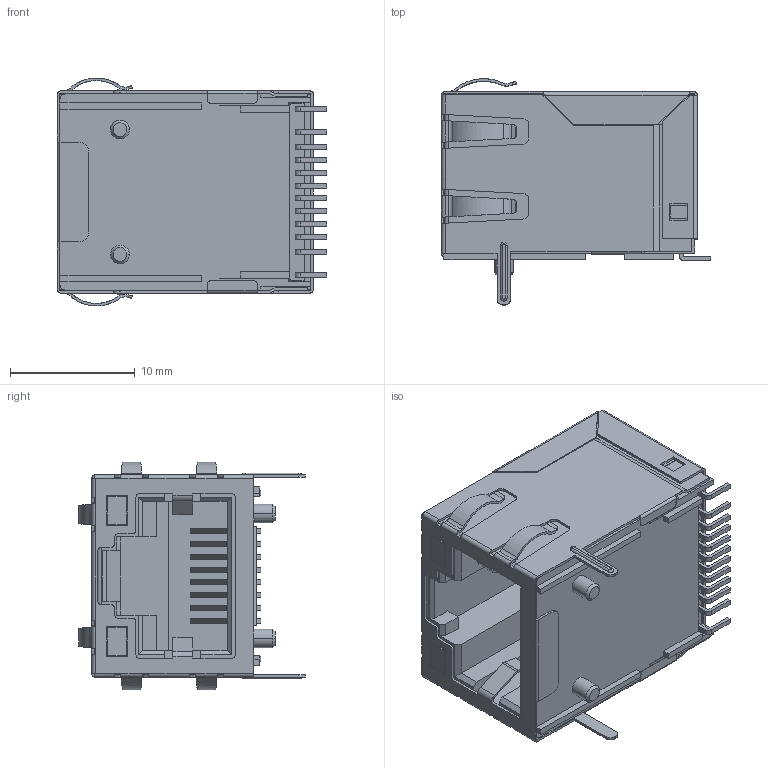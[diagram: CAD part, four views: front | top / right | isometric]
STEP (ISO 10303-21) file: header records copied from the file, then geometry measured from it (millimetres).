
FILE_DESCRIPTION((''),'2;1');
FILE_NAME('480749101','2016-06-13T',('rlalsangi'),(''),'PRO/ENGINEER BY PARAMETRIC TECHNOLOGY CORPORATION, 2012310','PRO/ENGINEER BY PARAMETRIC TECHNOLOGY CORPORATION, 2012310','');
FILE_SCHEMA(('CONFIG_CONTROL_DESIGN'));
Length unit declared in the file: millimetre
Products named in the file (1): 480749101
Bounding box: 21.55 x 18.13 x 18.25 mm (x, y, z)
Volume: 3073.4 mm3; surface area: 4311.2 mm2
Topology: 1 solids, 20 shells, 811 faces, 2321 edges, 1543 vertices
Faces by surface type: plane 641, cylinder 160, bspline 4, cone 4, sphere 2
Entity records: 26520 total; most frequent: CARTESIAN_POINT 5354, ORIENTED_EDGE 4526, DIRECTION 4040, EDGE_CURVE 2263, VECTOR 1904, LINE 1904, VERTEX_POINT 1487, AXIS2_PLACEMENT_3D 1068
